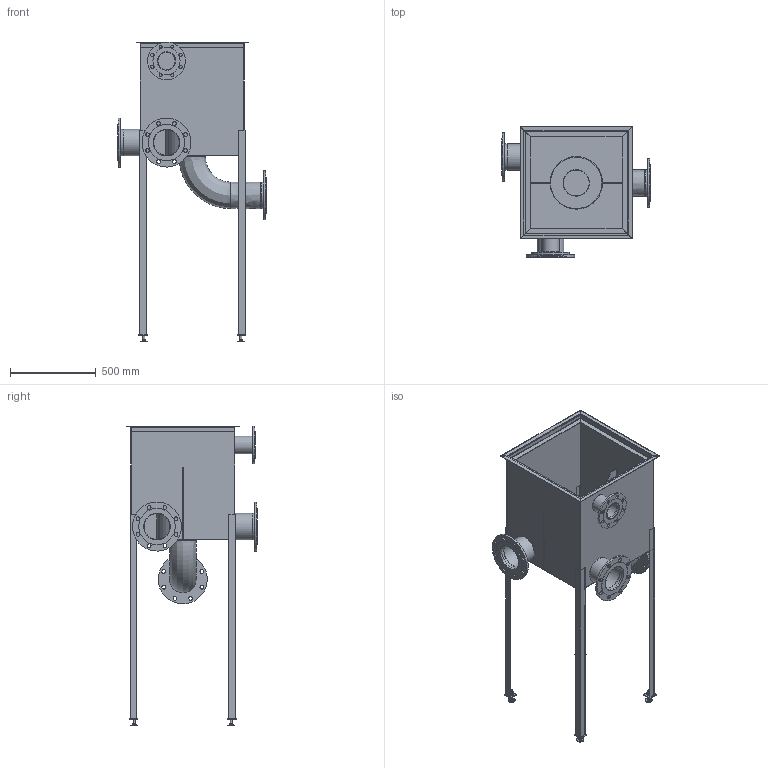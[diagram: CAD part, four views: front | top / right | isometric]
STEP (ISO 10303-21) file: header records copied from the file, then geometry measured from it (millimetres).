
FILE_DESCRIPTION(/* description */ ('Unknown'),/* implementation_level */ '2;1');
FILE_NAME(/* name */ 'Rozdelovaci objekt ',/* time_stamp */ '2022-09-07T13:19:46+02:00',/* author */ ('Unknown'),/* organization */ ('Unknown'),/* preprocessor_version */ 'ST-DEVELOPER v16.7',/* originating_system */ 'Solid Edge',/* authorisation */ 'Unknown');
FILE_SCHEMA (('AUTOMOTIVE_DESIGN {1 0 10303 214 3 1 1}'));
Length unit declared in the file: millimetre
Products named in the file (22): Rozdelovaci objekt HL; Bedna; tr 304; Stena; Lemovy krouzek DN100 PN 10 - 104x2; Priruba EKO DN100 PN10; Lem; tr 104; Lem 2; trubka s kolenem; tr 150; Lemovy krouzek DN150 PN 10 - 154x2; Priruba EKO DN150 PN10; Sroubovaci noha; Platla; Screw_DIN_EN_ISO_4017_2015_M12x60; Platla mala; Nut_DIN_934_1987_M12; L 40x40x4; Sroubovaci noha_zrc; Sroubovaci noha_zrc1; Sroubovaci noha_zrc2
Assembly tree (52 placements, depth 3):
  Rozdelovaci objekt HL
    Bedna
    tr 304
    Stena  x2
    Lemovy krouzek DN100 PN 10 - 104x2
    Priruba EKO DN100 PN10
    Lem  x4
    tr 104
    Lem 2  x4
    trubka s kolenem
    tr 150  x2
    Lemovy krouzek DN150 PN 10 - 154x2  x3
    Priruba EKO DN150 PN10  x3
    Sroubovaci noha
      Platla
      Screw_DIN_EN_ISO_4017_2015_M12x60
      Platla mala
      Nut_DIN_934_1987_M12  x2
      L 40x40x4
    Sroubovaci noha_zrc
      Platla
      Screw_DIN_EN_ISO_4017_2015_M12x60
      Platla mala
      Nut_DIN_934_1987_M12  x2
      L 40x40x4
    Sroubovaci noha_zrc1
      Platla
      Screw_DIN_EN_ISO_4017_2015_M12x60
      Platla mala
      Nut_DIN_934_1987_M12  x2
      L 40x40x4
    Sroubovaci noha_zrc2
      Platla
      Screw_DIN_EN_ISO_4017_2015_M12x60
      Platla mala
      Nut_DIN_934_1987_M12  x2
      L 40x40x4
Bounding box: 865 x 761 x 1744.9 mm (x, y, z)
Volume: 21075143.4 mm3; surface area: 6949782.4 mm2
Topology: 54 solids, 54 shells, 499 faces, 1061 edges, 682 vertices
Faces by surface type: plane 302, cylinder 118, cone 64, torus 12, bspline 3
Full cylindrical faces by diameter (mm): 10.106 x8, 10.863 x4, 12 x4, 14 x4, 16.63 x4, 18 x8, 22 x24, 40 x4, 100 x3, 104 x2, 108 x1, 150 x8, 154 x10, 158 x1, 212 x3, 220 x1, 285 x3, 300 x1, 306 x1
Entity records: 6752 total; most frequent: CARTESIAN_POINT 2098, DIRECTION 837, ORIENTED_EDGE 602, AXIS2_PLACEMENT_3D 339, EDGE_CURVE 301, EDGE_LOOP 293, FACE_BOUND 293, VERTEX_POINT 232
